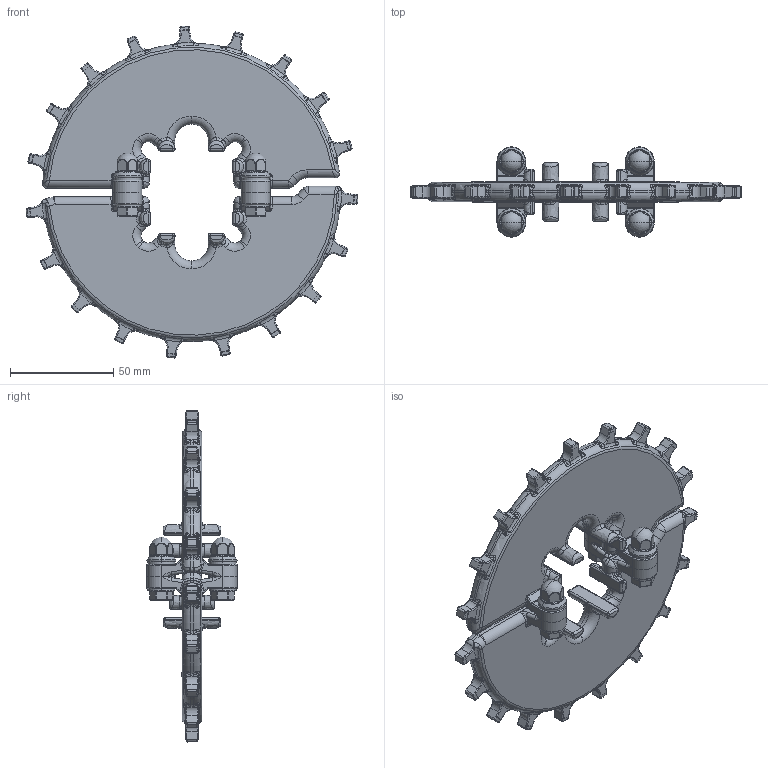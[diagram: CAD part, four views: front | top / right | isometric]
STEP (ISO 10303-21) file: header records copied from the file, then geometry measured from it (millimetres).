
FILE_DESCRIPTION((''),'2;1');
FILE_NAME('UNI_2P-HYG_SNB-M2_Z19_T1_40_ASM','2019-02-12T08:50:45',('MTH'),(''),'CREO PARAMETRIC BY PTC INC, 2018420','CREO PARAMETRIC BY PTC INC, 2018420','');
FILE_SCHEMA(('AUTOMOTIVE_DESIGN { 1 0 10303 214 1 1 1 1 }'));
Products named in the file (6): T0527; T0572; WASHER; DIN931_M6_A4; DOME_ISO1587_M6; UNI_2P-HYG_SNB-M2_Z19_T1_40_ASM
Assembly tree (18 placements, depth 2):
  UNI_2P-HYG_SNB-M2_Z19_T1_40_ASM
    T0527
    T0572
    WASHER  x8
    DIN931_M6_A4  x4
    DOME_ISO1587_M6  x4
Bounding box: 160.43 x 43.6 x 160.43 mm (x, y, z)
Volume: 152105 mm3; surface area: 52909.7 mm2
Topology: 18 solids, 22 shells, 2636 faces, 6330 edges, 3749 vertices
Faces by surface type: bspline 1064, cylinder 811, plane 345, torus 324, cone 78, sphere 14
Entity records: 141296 total; most frequent: CARTESIAN_POINT 93339, ORIENTED_EDGE 10144, DIRECTION 8383, EDGE_CURVE 5074, AXIS2_PLACEMENT_3D 3582, VERTEX_POINT 2895, EDGE_LOOP 2231, FACE_OUTER_BOUND 2201
